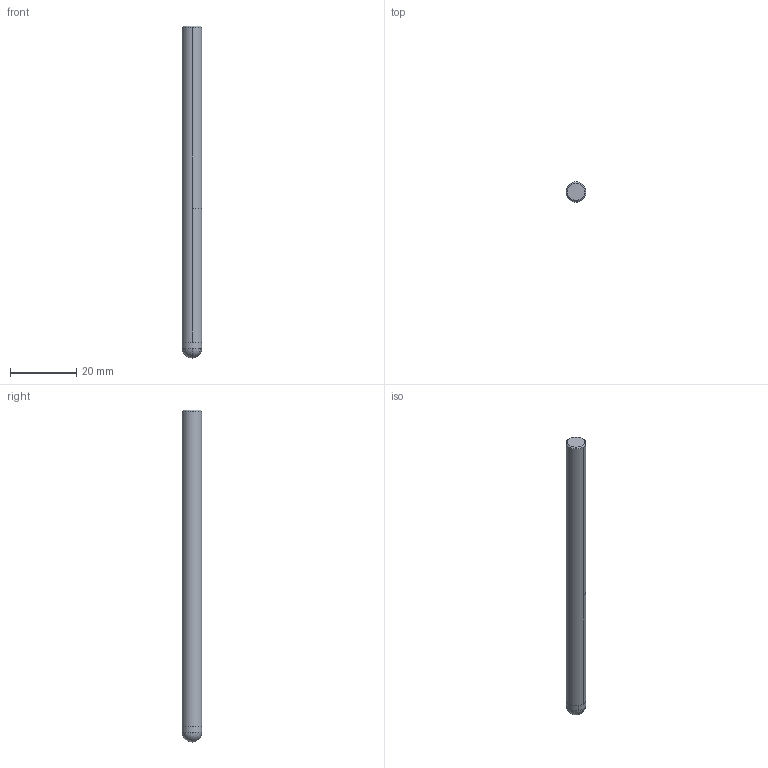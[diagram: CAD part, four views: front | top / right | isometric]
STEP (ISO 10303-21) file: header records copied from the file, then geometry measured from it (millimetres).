
FILE_DESCRIPTION(('no description'),'unknown implementation level');
FILE_NAME('3056045.stp',' ',('CIM GmbH Aachen'),('CADClick - KiM GmbH - www.kimweb.de'),'unknown preprocess','ACIS','unknown authorization');
FILE_SCHEMA(('automotive_design'));
Length unit declared in the file: millimetre
Products named in the file (2): 1; 2
Bounding box: 6 x 6 x 100 mm (x, y, z)
Volume: 2797.7 mm3; surface area: 1965.1 mm2
Topology: 2 solids, 2 shells, 14 faces, 29 edges, 16 vertices
Faces by surface type: cylinder 6, plane 4, cone 2, sphere 2
Entity records: 728 total; most frequent: DIRECTION 80, CARTESIAN_POINT 60, STYLED_ITEM 57, PRESENTATION_STYLE_ASSIGNMENT 57, COLOUR_RGB 57, ORIENTED_EDGE 50, AXIS2_PLACEMENT_3D 36, EDGE_CURVE 25
